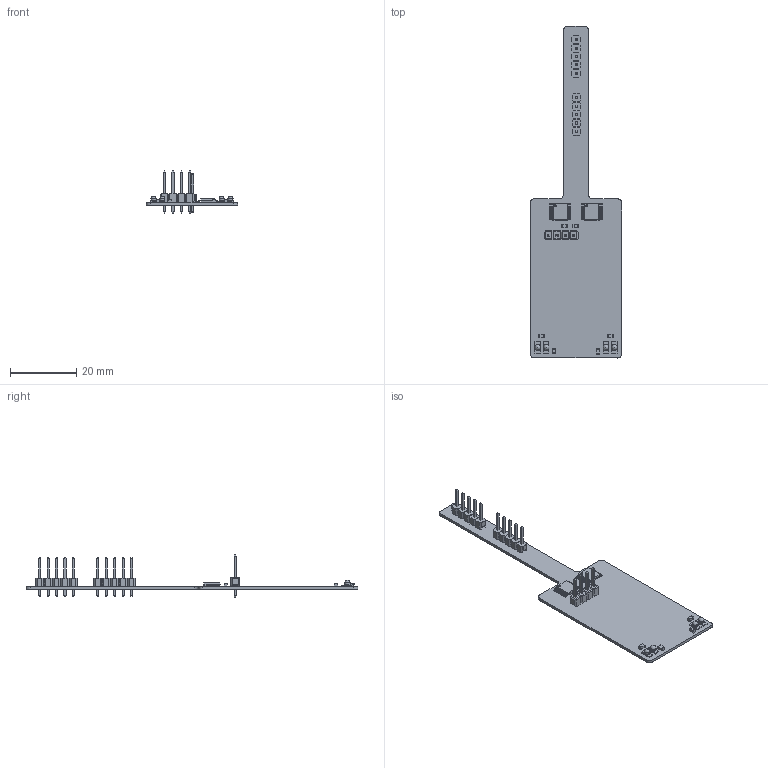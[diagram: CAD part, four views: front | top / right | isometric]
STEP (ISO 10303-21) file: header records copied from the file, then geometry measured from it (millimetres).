
FILE_DESCRIPTION(('Open CASCADE Model'),'2;1');
FILE_NAME('Open CASCADE Shape Model','2020-03-27T09:44:11',('Author'),( 'Open CASCADE'),'Open CASCADE STEP processor 6.5','Open CASCADE 6.5' ,'Unknown');
FILE_SCHEMA(('AUTOMOTIVE_DESIGN { 1 0 10303 214 1 1 1 1 }'));
Length unit declared in the file: millimetre
Products named in the file (49): PCB; Board; I2C; DS1021-1x5S61; body; pin; STP; R6; 1674593152; Extruded; 1674593280; R5; D2; 1674592640; 1674592768; 1435106160; Sphere; 1674592896; 1435106280; Cylinder; MCU; Pin_Header_1x4_TH_Pitch_2.54mm; COMPOUND; T2; 1435106400; 1674593024; 1674444848; T1; U2; TSOP-16-1; D1; U1; R1; 1674593408; 1674593536; R2; R3; R4
Assembly tree (80 placements, depth 4):
  PCB
    Board
    I2C
      DS1021-1x5S61
        body
        pin  x5
    STP
      DS1021-1x5S61
        body
        pin  x5
    R6
      1674593152  x2
        Extruded
      1674593280
        Extruded
    R5
      1674593152  x2
        Extruded
      1674593280
        Extruded
    D2
      1674592640
        Extruded
      1674592768
        Extruded
      1435106160
        Sphere
      1674592896
        Extruded
      1435106280
        Cylinder
    MCU
      Pin_Header_1x4_TH_Pitch_2.54mm
        COMPOUND
        COMPOUND
        COMPOUND
    T2
      1435106400
        Cylinder
      1674593024
        Extruded
      1674444848
        Sphere
      1674592768
        Extruded
      1674592640
        Extruded
    T1
      1435106400
        Cylinder
      1674593024
        Extruded
      1674444848
        Sphere
      1674592768
        Extruded
      1674592640
        Extruded
    U2
      TSOP-16-1
Bounding box: 27.5 x 100 x 12.7 mm (x, y, z)
Volume: 1695.7 mm3; surface area: 4896.6 mm2
Topology: 57 solids, 61 shells, 1184 faces, 2853 edges, 1781 vertices
Faces by surface type: plane 1006, cylinder 158, bspline 16, sphere 4
Full cylindrical faces by diameter (mm): 0.9 x3, 0.914 x1, 1.02 x10, 1.62 x4
Entity records: 40200 total; most frequent: CARTESIAN_POINT 9681, DIRECTION 4332, ORIENTED_EDGE 2884, PCURVE 2884, DEFINITIONAL_REPRESENTATION 2884, LINE 2606, VECTOR 2606, EDGE_CURVE 1454
